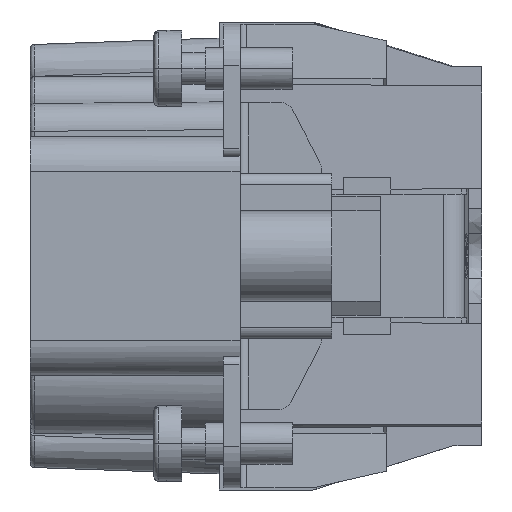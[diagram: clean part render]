
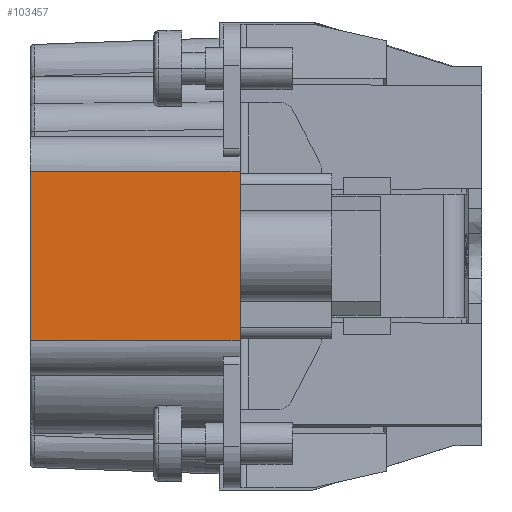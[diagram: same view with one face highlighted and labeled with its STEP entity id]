
A CAD part, left-side view. The second image highlights one B-rep face of the part: STEP entity #103457.
In plain terms, the highlighted planar face has unit normal (-1, 0, 0).
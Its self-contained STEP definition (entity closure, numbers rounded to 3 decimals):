
#3496=DIRECTION('',(0.,0.,-1.));
#3497=VECTOR('',#3496,5.522);
#3498=CARTESIAN_POINT('',(-41.998,-1.,6.1));
#3499=LINE('',#3498,#3497);
#3553=DIRECTION('',(0.,0.,-1.));
#3554=VECTOR('',#3553,5.522);
#3555=CARTESIAN_POINT('',(-41.998,-1.,-0.578));
#3556=LINE('',#3555,#3554);
#6390=DIRECTION('',(0.,0.,-1.));
#6391=VECTOR('',#6390,12.2);
#6392=CARTESIAN_POINT('',(-41.998,14.1,6.1));
#6393=LINE('',#6392,#6391);
#6727=DIRECTION('',(0.,-1.,0.));
#6728=VECTOR('',#6727,15.1);
#6729=CARTESIAN_POINT('',(-41.998,14.1,-6.1));
#6730=LINE('',#6729,#6728);
#38159=DIRECTION('',(0.,0.,-1.));
#38160=VECTOR('',#38159,1.155);
#38161=CARTESIAN_POINT('',(-41.998,-1.,0.578));
#38162=LINE('',#38161,#38160);
#38163=DIRECTION('',(0.,-1.,0.));
#38164=VECTOR('',#38163,15.1);
#38165=CARTESIAN_POINT('',(-41.998,14.1,6.1));
#38166=LINE('',#38165,#38164);
#54300=CARTESIAN_POINT('',(-41.998,14.1,6.1));
#54301=CARTESIAN_POINT('',(-41.998,14.1,-6.1));
#54302=VERTEX_POINT('',#54300);
#54303=VERTEX_POINT('',#54301);
#54312=CARTESIAN_POINT('',(-41.998,-1.,6.1));
#54313=VERTEX_POINT('',#54312);
#54314=CARTESIAN_POINT('',(-41.998,-1.,-6.1));
#54315=VERTEX_POINT('',#54314);
#54645=CARTESIAN_POINT('',(-41.998,-1.,-0.578));
#54646=VERTEX_POINT('',#54645);
#54647=CARTESIAN_POINT('',(-41.998,-1.,0.578));
#54648=VERTEX_POINT('',#54647);
#103443=CARTESIAN_POINT('',(-41.998,14.1,6.1));
#103444=DIRECTION('',(1.,0.,0.));
#103445=DIRECTION('',(0.,0.,-1.));
#103446=AXIS2_PLACEMENT_3D('',#103443,#103444,#103445);
#103447=PLANE('',#103446);
#103449=ORIENTED_EDGE('',*,*,#103448,.T.);
#103450=ORIENTED_EDGE('',*,*,#57460,.T.);
#103451=ORIENTED_EDGE('',*,*,#60906,.F.);
#103452=ORIENTED_EDGE('',*,*,#60632,.F.);
#103453=ORIENTED_EDGE('',*,*,#103435,.T.);
#103454=ORIENTED_EDGE('',*,*,#57400,.T.);
#103455=EDGE_LOOP('',(#103449,#103450,#103451,#103452,#103453,#103454));
#103456=FACE_OUTER_BOUND('',#103455,.F.);
#103457=ADVANCED_FACE('',(#103456),#103447,.F.);
#57400=EDGE_CURVE('',#54313,#54648,#3499,.T.);
#57460=EDGE_CURVE('',#54646,#54315,#3556,.T.);
#60632=EDGE_CURVE('',#54302,#54303,#6393,.T.);
#60906=EDGE_CURVE('',#54303,#54315,#6730,.T.);
#103435=EDGE_CURVE('',#54302,#54313,#38166,.T.);
#103448=EDGE_CURVE('',#54648,#54646,#38162,.T.);
